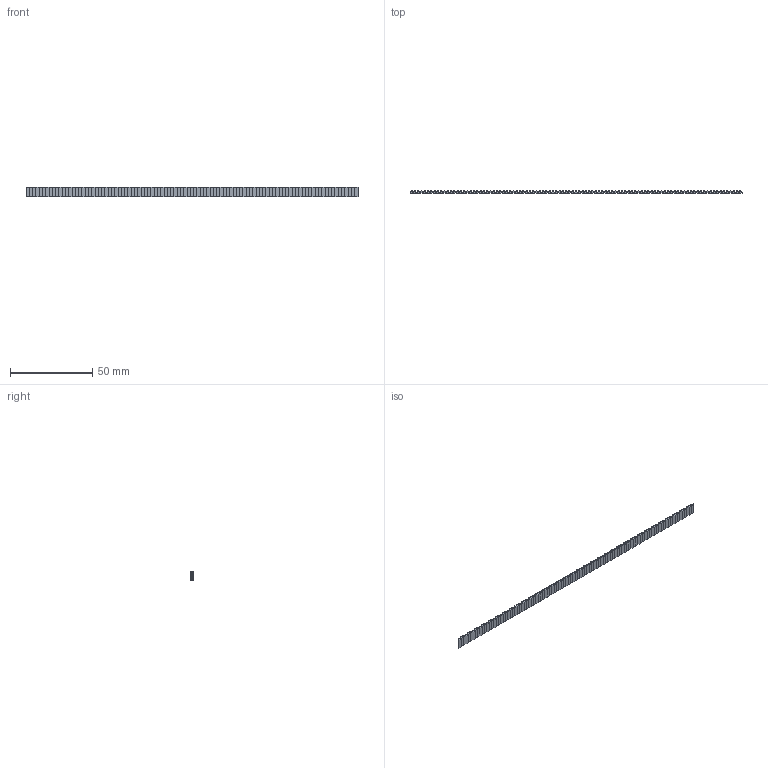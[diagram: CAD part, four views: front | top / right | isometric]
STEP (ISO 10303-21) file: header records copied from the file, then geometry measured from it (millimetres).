
FILE_DESCRIPTION(('FreeCAD Model'),'2;1');
FILE_NAME('Open CASCADE Shape Model','2021-02-22T13:02:51',('FreeCAD'),( 'FreeCAD'),'Open CASCADE STEP processor 7.5','FreeCAD','Unknown');
FILE_SCHEMA(('AUTOMOTIVE_DESIGN { 1 0 10303 214 1 1 1 1 }'));
Length unit declared in the file: millimetre
Products named in the file (5): Open CASCADE STEP translator 7.5 1; Open CASCADE STEP translator 7.5 1.1; Open CASCADE STEP translator 7.5 1.2; Open CASCADE STEP translator 7.5 1.3; Open CASCADE STEP translator 7.5 1.3.1
Assembly tree (104 placements, depth 3):
  Open CASCADE STEP translator 7.5 1
    Open CASCADE STEP translator 7.5 1.1
    Open CASCADE STEP translator 7.5 1.2
    Open CASCADE STEP translator 7.5 1.3
      Open CASCADE STEP translator 7.5 1.3.1  x101
Bounding box: 202 x 1.38 x 6 mm (x, y, z)
Volume: 1204.5 mm3; surface area: 4153 mm2
Topology: 102 solids, 102 shells, 1326 faces, 3367 edges, 2246 vertices
Faces by surface type: plane 714, cylinder 612
Entity records: 2540 total; most frequent: DIRECTION 485, CARTESIAN_POINT 376, AXIS2_PLACEMENT_3D 155, LINE 151, VECTOR 151, ORIENTED_EDGE 132, PCURVE 132, DEFINITIONAL_REPRESENTATION 132
